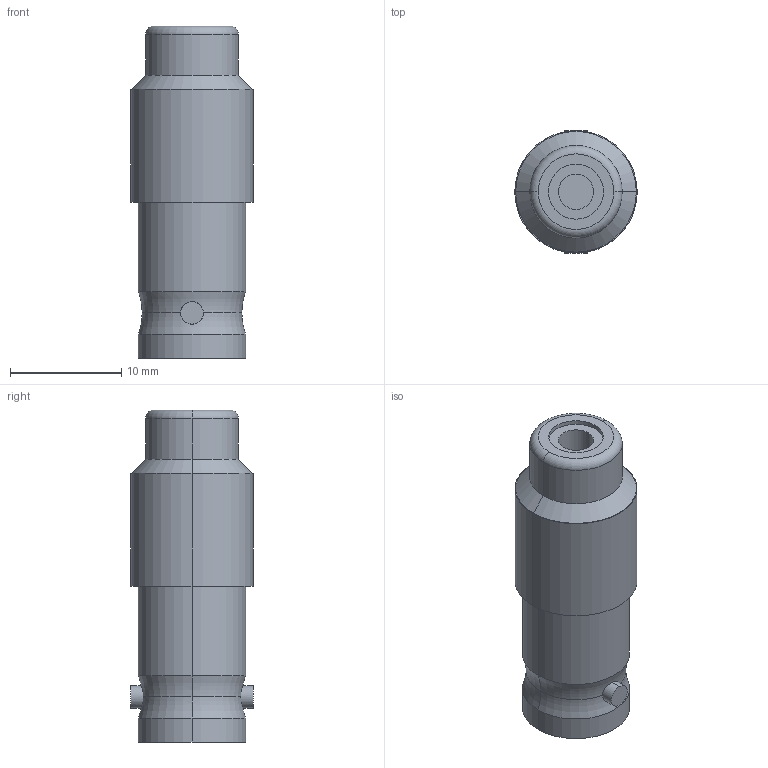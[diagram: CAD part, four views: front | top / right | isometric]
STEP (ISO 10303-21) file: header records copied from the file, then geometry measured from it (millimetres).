
FILE_DESCRIPTION (( 'STEP AP214' ), '1' );
FILE_NAME ('FMAD10089_3D.step', '2025-02-24T20:25:35', ( '' ), ( '' ), 'SwSTEP 2.0', 'SolidWorks 2022', '' );
FILE_SCHEMA (( 'AUTOMOTIVE_DESIGN' ));
Length unit declared in the file: inch
Products named in the file (1): FMAD10089_3D
Bounding box: 11.02 x 11.02 x 29.9 mm (x, y, z)
Volume: 1825.6 mm3; surface area: 1484.3 mm2
Topology: 1 solids, 1 shells, 47 faces, 102 edges, 64 vertices
Faces by surface type: cylinder 22, plane 15, torus 6, cone 4
Entity records: 1570 total; most frequent: CARTESIAN_POINT 307, DIRECTION 242, ORIENTED_EDGE 204, AXIS2_PLACEMENT_3D 108, EDGE_CURVE 102, VERTEX_POINT 64, CIRCLE 60, EDGE_LOOP 54
